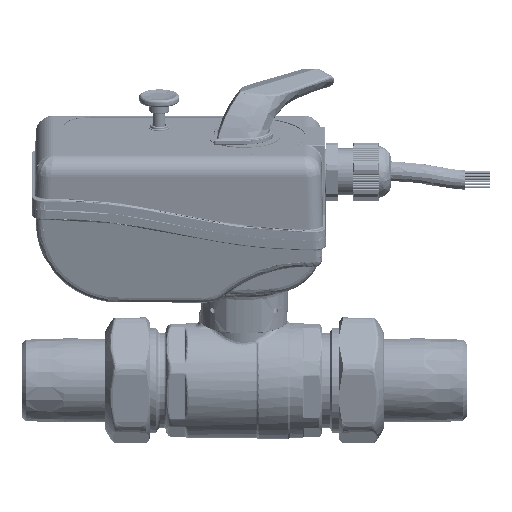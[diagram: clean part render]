
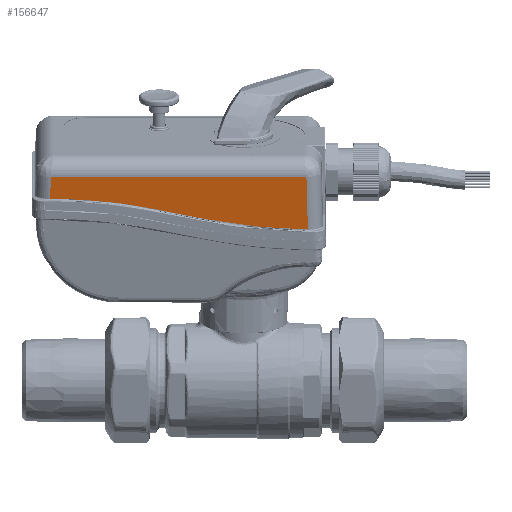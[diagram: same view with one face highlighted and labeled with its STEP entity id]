
A CAD part, front view. The second image highlights one B-rep face of the part: STEP entity #156647.
In plain terms, the highlighted planar face has unit normal (0, 0.96, 0.279).
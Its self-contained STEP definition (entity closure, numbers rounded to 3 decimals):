
#156507=CARTESIAN_POINT('Axis2P3D Location',(-77.881,-140.421,228.585)) ;
#156513=CARTESIAN_POINT('Control Point',(24.731,-140.421,228.585)) ;
#156514=CARTESIAN_POINT('Control Point',(25.301,-134.343,207.688)) ;
#156515=CARTESIAN_POINT('Vertex',(24.731,-140.421,228.585)) ;
#156517=CARTESIAN_POINT('Vertex',(25.301,-134.343,207.688)) ;
#156521=CARTESIAN_POINT('Control Point',(25.301,-134.343,207.688)) ;
#156522=CARTESIAN_POINT('Control Point',(18.669,-134.374,207.795)) ;
#156523=CARTESIAN_POINT('Control Point',(12.38,-134.497,208.219)) ;
#156524=CARTESIAN_POINT('Vertex',(12.38,-134.497,208.219)) ;
#156528=CARTESIAN_POINT('Control Point',(12.38,-134.497,208.219)) ;
#156529=CARTESIAN_POINT('Control Point',(5.807,-134.626,208.662)) ;
#156530=CARTESIAN_POINT('Control Point',(-0.486,-134.858,209.458)) ;
#156531=CARTESIAN_POINT('Vertex',(-0.486,-134.858,209.458)) ;
#156535=CARTESIAN_POINT('Control Point',(-0.486,-134.858,209.458)) ;
#156536=CARTESIAN_POINT('Control Point',(-3.627,-134.973,209.855)) ;
#156537=CARTESIAN_POINT('Control Point',(-6.883,-135.122,210.368)) ;
#156538=CARTESIAN_POINT('Vertex',(-6.883,-135.122,210.368)) ;
#156542=CARTESIAN_POINT('Control Point',(-6.883,-135.122,210.368)) ;
#156543=CARTESIAN_POINT('Control Point',(-9.859,-135.258,210.836)) ;
#156544=CARTESIAN_POINT('Control Point',(-13.252,-135.437,211.448)) ;
#156545=CARTESIAN_POINT('Vertex',(-13.252,-135.437,211.448)) ;
#156549=CARTESIAN_POINT('Control Point',(-13.252,-135.437,211.448)) ;
#156550=CARTESIAN_POINT('Control Point',(-16.078,-135.585,211.958)) ;
#156551=CARTESIAN_POINT('Control Point',(-19.601,-135.784,212.642)) ;
#156552=CARTESIAN_POINT('Vertex',(-19.601,-135.784,212.642)) ;
#156556=CARTESIAN_POINT('Control Point',(-19.601,-135.784,212.642)) ;
#156557=CARTESIAN_POINT('Control Point',(-21.014,-135.864,212.917)) ;
#156558=CARTESIAN_POINT('Control Point',(-22.771,-135.965,213.265)) ;
#156559=CARTESIAN_POINT('Vertex',(-22.771,-135.965,213.265)) ;
#156563=CARTESIAN_POINT('Control Point',(-22.771,-135.965,213.265)) ;
#156564=CARTESIAN_POINT('Control Point',(-23.855,-136.027,213.479)) ;
#156565=CARTESIAN_POINT('Control Point',(-25.94,-136.148,213.894)) ;
#156566=CARTESIAN_POINT('Vertex',(-25.94,-136.148,213.894)) ;
#156570=CARTESIAN_POINT('Control Point',(-25.94,-136.148,213.894)) ;
#156571=CARTESIAN_POINT('Control Point',(-28.084,-136.272,214.321)) ;
#156572=CARTESIAN_POINT('Control Point',(-29.109,-136.331,214.524)) ;
#156573=CARTESIAN_POINT('Vertex',(-29.109,-136.331,214.524)) ;
#156577=CARTESIAN_POINT('Control Point',(-29.109,-136.331,214.524)) ;
#156578=CARTESIAN_POINT('Control Point',(-30.875,-136.433,214.873)) ;
#156579=CARTESIAN_POINT('Control Point',(-32.28,-136.512,215.147)) ;
#156580=CARTESIAN_POINT('Vertex',(-32.28,-136.512,215.147)) ;
#156584=CARTESIAN_POINT('Control Point',(-32.28,-136.512,215.147)) ;
#156585=CARTESIAN_POINT('Control Point',(-35.812,-136.712,215.834)) ;
#156586=CARTESIAN_POINT('Control Point',(-38.634,-136.861,216.345)) ;
#156587=CARTESIAN_POINT('Vertex',(-38.634,-136.861,216.345)) ;
#156591=CARTESIAN_POINT('Control Point',(-38.634,-136.861,216.345)) ;
#156592=CARTESIAN_POINT('Control Point',(-42.034,-137.04,216.96)) ;
#156593=CARTESIAN_POINT('Control Point',(-45.012,-137.177,217.431)) ;
#156594=CARTESIAN_POINT('Vertex',(-45.012,-137.177,217.431)) ;
#156598=CARTESIAN_POINT('Control Point',(-45.012,-137.177,217.431)) ;
#156599=CARTESIAN_POINT('Control Point',(-48.365,-137.331,217.962)) ;
#156600=CARTESIAN_POINT('Control Point',(-51.42,-137.443,218.348)) ;
#156601=CARTESIAN_POINT('Vertex',(-51.42,-137.443,218.348)) ;
#156605=CARTESIAN_POINT('Control Point',(-51.42,-137.443,218.348)) ;
#156606=CARTESIAN_POINT('Control Point',(-57.628,-137.672,219.132)) ;
#156607=CARTESIAN_POINT('Control Point',(-64.318,-137.786,219.524)) ;
#156608=CARTESIAN_POINT('Vertex',(-64.318,-137.786,219.524)) ;
#156612=CARTESIAN_POINT('Control Point',(-64.318,-137.786,219.524)) ;
#156613=CARTESIAN_POINT('Control Point',(-70.467,-137.89,219.885)) ;
#156614=CARTESIAN_POINT('Control Point',(-77.266,-137.903,219.928)) ;
#156615=CARTESIAN_POINT('Vertex',(-77.266,-137.903,219.928)) ;
#156619=CARTESIAN_POINT('Control Point',(-77.266,-137.903,219.928)) ;
#156620=CARTESIAN_POINT('Control Point',(-77.03,-140.421,228.585)) ;
#156621=CARTESIAN_POINT('Vertex',(-77.03,-140.421,228.585)) ;
#156625=CARTESIAN_POINT('Control Point',(-77.03,-140.421,228.585)) ;
#156626=CARTESIAN_POINT('Control Point',(24.731,-140.421,228.585)) ;
#156508=DIRECTION('Axis2P3D Direction',(0.,0.96,0.279)) ;
#156509=DIRECTION('Axis2P3D XDirection',(1.,0.,0.)) ;
#156510=AXIS2_PLACEMENT_3D('Plane Axis2P3D',#156507,#156508,#156509) ;
#156629=ORIENTED_EDGE('',*,*,#156519,.T.) ;
#156630=ORIENTED_EDGE('',*,*,#156526,.T.) ;
#156631=ORIENTED_EDGE('',*,*,#156533,.T.) ;
#156632=ORIENTED_EDGE('',*,*,#156540,.T.) ;
#156633=ORIENTED_EDGE('',*,*,#156547,.T.) ;
#156634=ORIENTED_EDGE('',*,*,#156554,.T.) ;
#156635=ORIENTED_EDGE('',*,*,#156561,.T.) ;
#156636=ORIENTED_EDGE('',*,*,#156568,.T.) ;
#156637=ORIENTED_EDGE('',*,*,#156575,.T.) ;
#156638=ORIENTED_EDGE('',*,*,#156582,.T.) ;
#156639=ORIENTED_EDGE('',*,*,#156589,.T.) ;
#156640=ORIENTED_EDGE('',*,*,#156596,.T.) ;
#156641=ORIENTED_EDGE('',*,*,#156603,.T.) ;
#156642=ORIENTED_EDGE('',*,*,#156610,.T.) ;
#156643=ORIENTED_EDGE('',*,*,#156617,.T.) ;
#156644=ORIENTED_EDGE('',*,*,#156623,.T.) ;
#156645=ORIENTED_EDGE('',*,*,#156627,.T.) ;
#156647=ADVANCED_FACE('Superficie.1499',(#156646),#156511,.T.) ;
#156512=B_SPLINE_CURVE_WITH_KNOTS('',1,(#156513,#156514),.UNSPECIFIED.,.F.,.U.,(2,2),(0.,21.771),.UNSPECIFIED.) ;
#156520=B_SPLINE_CURVE_WITH_KNOTS('',2,(#156521,#156522,#156523),.UNSPECIFIED.,.F.,.U.,(3,3),(0.,12.938),.UNSPECIFIED.) ;
#156527=B_SPLINE_CURVE_WITH_KNOTS('',2,(#156528,#156529,#156530),.UNSPECIFIED.,.F.,.U.,(3,3),(0.,12.937),.UNSPECIFIED.) ;
#156534=B_SPLINE_CURVE_WITH_KNOTS('',2,(#156535,#156536,#156537),.UNSPECIFIED.,.F.,.U.,(3,3),(0.,6.467),.UNSPECIFIED.) ;
#156541=B_SPLINE_CURVE_WITH_KNOTS('',2,(#156542,#156543,#156544),.UNSPECIFIED.,.F.,.U.,(3,3),(0.,6.468),.UNSPECIFIED.) ;
#156548=B_SPLINE_CURVE_WITH_KNOTS('',2,(#156549,#156550,#156551),.UNSPECIFIED.,.F.,.U.,(3,3),(0.,6.47),.UNSPECIFIED.) ;
#156555=B_SPLINE_CURVE_WITH_KNOTS('',2,(#156556,#156557,#156558),.UNSPECIFIED.,.F.,.U.,(3,3),(0.,3.236),.UNSPECIFIED.) ;
#156562=B_SPLINE_CURVE_WITH_KNOTS('',2,(#156563,#156564,#156565),.UNSPECIFIED.,.F.,.U.,(3,3),(0.,3.236),.UNSPECIFIED.) ;
#156569=B_SPLINE_CURVE_WITH_KNOTS('',2,(#156570,#156571,#156572),.UNSPECIFIED.,.F.,.U.,(3,3),(0.,3.236),.UNSPECIFIED.) ;
#156576=B_SPLINE_CURVE_WITH_KNOTS('',2,(#156577,#156578,#156579),.UNSPECIFIED.,.F.,.U.,(3,3),(0.,3.237),.UNSPECIFIED.) ;
#156583=B_SPLINE_CURVE_WITH_KNOTS('',2,(#156584,#156585,#156586),.UNSPECIFIED.,.F.,.U.,(3,3),(0.,6.475),.UNSPECIFIED.) ;
#156590=B_SPLINE_CURVE_WITH_KNOTS('',2,(#156591,#156592,#156593),.UNSPECIFIED.,.F.,.U.,(3,3),(0.,6.477),.UNSPECIFIED.) ;
#156597=B_SPLINE_CURVE_WITH_KNOTS('',2,(#156598,#156599,#156600),.UNSPECIFIED.,.F.,.U.,(3,3),(0.,6.48),.UNSPECIFIED.) ;
#156604=B_SPLINE_CURVE_WITH_KNOTS('',2,(#156605,#156606,#156607),.UNSPECIFIED.,.F.,.U.,(3,3),(0.,12.964),.UNSPECIFIED.) ;
#156611=B_SPLINE_CURVE_WITH_KNOTS('',2,(#156612,#156613,#156614),.UNSPECIFIED.,.F.,.U.,(3,3),(0.,12.959),.UNSPECIFIED.) ;
#156618=B_SPLINE_CURVE_WITH_KNOTS('',1,(#156619,#156620),.UNSPECIFIED.,.F.,.U.,(2,2),(0.,9.019),.UNSPECIFIED.) ;
#156624=B_SPLINE_CURVE_WITH_KNOTS('',1,(#156625,#156626),.UNSPECIFIED.,.F.,.U.,(2,2),(0.,101.761),.UNSPECIFIED.) ;
#156519=EDGE_CURVE('',#156516,#156518,#156512,.T.) ;
#156526=EDGE_CURVE('',#156518,#156525,#156520,.T.) ;
#156533=EDGE_CURVE('',#156525,#156532,#156527,.T.) ;
#156540=EDGE_CURVE('',#156532,#156539,#156534,.T.) ;
#156547=EDGE_CURVE('',#156539,#156546,#156541,.T.) ;
#156554=EDGE_CURVE('',#156546,#156553,#156548,.T.) ;
#156561=EDGE_CURVE('',#156553,#156560,#156555,.T.) ;
#156568=EDGE_CURVE('',#156560,#156567,#156562,.T.) ;
#156575=EDGE_CURVE('',#156567,#156574,#156569,.T.) ;
#156582=EDGE_CURVE('',#156574,#156581,#156576,.T.) ;
#156589=EDGE_CURVE('',#156581,#156588,#156583,.T.) ;
#156596=EDGE_CURVE('',#156588,#156595,#156590,.T.) ;
#156603=EDGE_CURVE('',#156595,#156602,#156597,.T.) ;
#156610=EDGE_CURVE('',#156602,#156609,#156604,.T.) ;
#156617=EDGE_CURVE('',#156609,#156616,#156611,.T.) ;
#156623=EDGE_CURVE('',#156616,#156622,#156618,.T.) ;
#156627=EDGE_CURVE('',#156622,#156516,#156624,.T.) ;
#156628=EDGE_LOOP('',(#156629,#156630,#156631,#156632,#156633,#156634,#156635,#156636,#156637,#156638,#156639,#156640,#156641,#156642,#156643,#156644,#156645)) ;
#156646=FACE_OUTER_BOUND('',#156628,.T.) ;
#156511=PLANE('',#156510) ;
#156516=VERTEX_POINT('',#156515) ;
#156518=VERTEX_POINT('',#156517) ;
#156525=VERTEX_POINT('',#156524) ;
#156532=VERTEX_POINT('',#156531) ;
#156539=VERTEX_POINT('',#156538) ;
#156546=VERTEX_POINT('',#156545) ;
#156553=VERTEX_POINT('',#156552) ;
#156560=VERTEX_POINT('',#156559) ;
#156567=VERTEX_POINT('',#156566) ;
#156574=VERTEX_POINT('',#156573) ;
#156581=VERTEX_POINT('',#156580) ;
#156588=VERTEX_POINT('',#156587) ;
#156595=VERTEX_POINT('',#156594) ;
#156602=VERTEX_POINT('',#156601) ;
#156609=VERTEX_POINT('',#156608) ;
#156616=VERTEX_POINT('',#156615) ;
#156622=VERTEX_POINT('',#156621) ;
